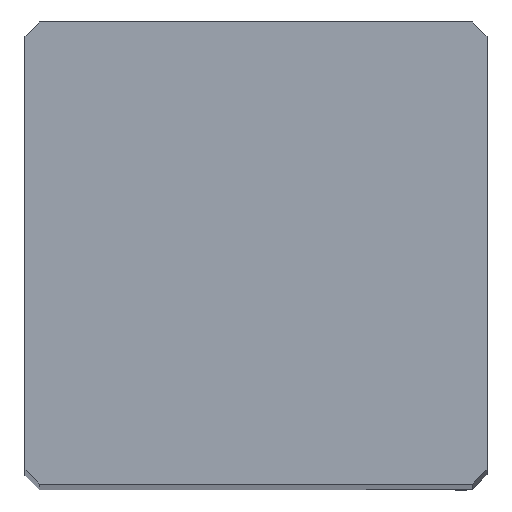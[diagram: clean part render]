
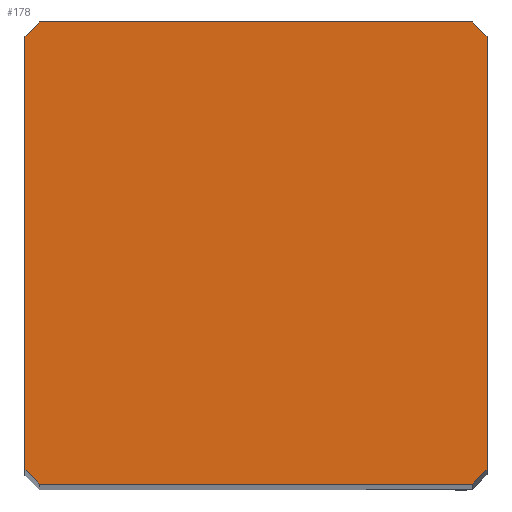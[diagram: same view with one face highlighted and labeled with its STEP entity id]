
A CAD part, top view. The second image highlights one B-rep face of the part: STEP entity #178.
In plain terms, the highlighted planar face has unit normal (0, 0, 1).
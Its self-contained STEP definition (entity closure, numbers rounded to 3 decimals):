
#178=ADVANCED_FACE('',(#334),#270,.T.);
#270=PLANE('',#1885);
#334=FACE_OUTER_BOUND('',#421,.T.);
#421=EDGE_LOOP('',(#531,#532,#533,#534,#535,#536,#537,#538));
#531=ORIENTED_EDGE('',*,*,#1232,.T.);
#532=ORIENTED_EDGE('',*,*,#1231,.T.);
#533=ORIENTED_EDGE('',*,*,#1233,.T.);
#534=ORIENTED_EDGE('',*,*,#1234,.F.);
#535=ORIENTED_EDGE('',*,*,#1235,.T.);
#536=ORIENTED_EDGE('',*,*,#1236,.T.);
#537=ORIENTED_EDGE('',*,*,#1237,.T.);
#538=ORIENTED_EDGE('',*,*,#1238,.F.);
#1042=VERTEX_POINT('',#2612);
#1054=VERTEX_POINT('',#2636);
#1055=VERTEX_POINT('',#2640);
#1056=VERTEX_POINT('',#2642);
#1057=VERTEX_POINT('',#2644);
#1058=VERTEX_POINT('',#2646);
#1059=VERTEX_POINT('',#2648);
#1060=VERTEX_POINT('',#2650);
#1231=EDGE_CURVE('',#1042,#1054,#1493,.T.);
#1232=EDGE_CURVE('',#1055,#1042,#1494,.T.);
#1233=EDGE_CURVE('',#1054,#1056,#1495,.T.);
#1234=EDGE_CURVE('',#1057,#1056,#1496,.T.);
#1235=EDGE_CURVE('',#1057,#1058,#1497,.T.);
#1236=EDGE_CURVE('',#1058,#1059,#1498,.T.);
#1237=EDGE_CURVE('',#1059,#1060,#1499,.T.);
#1238=EDGE_CURVE('',#1055,#1060,#1500,.T.);
#1493=LINE('',#2637,#1658);
#1494=LINE('',#2639,#1659);
#1495=LINE('',#2641,#1660);
#1496=LINE('',#2643,#1661);
#1497=LINE('',#2645,#1662);
#1498=LINE('',#2647,#1663);
#1499=LINE('',#2649,#1664);
#1500=LINE('',#2651,#1665);
#1658=VECTOR('',#2094,1.);
#1659=VECTOR('',#2097,1.);
#1660=VECTOR('',#2098,1.);
#1661=VECTOR('',#2099,1.);
#1662=VECTOR('',#2100,1.);
#1663=VECTOR('',#2101,1.);
#1664=VECTOR('',#2102,1.);
#1665=VECTOR('',#2103,1.);
#1885=AXIS2_PLACEMENT_3D('',#2652,#2104,#2105);
#2094=DIRECTION('',(1.,0.,0.));
#2097=DIRECTION('',(0.707,-0.707,0.));
#2098=DIRECTION('',(0.707,0.707,0.));
#2099=DIRECTION('',(0.,-1.,0.));
#2100=DIRECTION('',(-0.707,0.707,0.));
#2101=DIRECTION('',(-1.,0.,0.));
#2102=DIRECTION('',(-0.707,-0.707,0.));
#2103=DIRECTION('',(0.,1.,0.));
#2104=DIRECTION('',(0.,0.,1.));
#2105=DIRECTION('',(-1.,0.,0.));
#2612=CARTESIAN_POINT('',(0.5,0.,0.));
#2636=CARTESIAN_POINT('',(15.5,0.,0.));
#2637=CARTESIAN_POINT('',(0.5,0.,0.));
#2639=CARTESIAN_POINT('',(0.,0.5,0.));
#2640=CARTESIAN_POINT('',(0.,0.5,0.));
#2641=CARTESIAN_POINT('',(15.5,0.,0.));
#2642=CARTESIAN_POINT('',(16.,0.5,0.));
#2643=CARTESIAN_POINT('',(16.,15.5,0.));
#2644=CARTESIAN_POINT('',(16.,15.5,0.));
#2645=CARTESIAN_POINT('',(16.,15.5,0.));
#2646=CARTESIAN_POINT('',(15.5,16.,0.));
#2647=CARTESIAN_POINT('',(15.5,16.,0.));
#2648=CARTESIAN_POINT('',(0.5,16.,0.));
#2649=CARTESIAN_POINT('',(0.5,16.,0.));
#2650=CARTESIAN_POINT('',(0.,15.5,0.));
#2651=CARTESIAN_POINT('',(0.,0.5,0.));
#2652=CARTESIAN_POINT('',(8.,8.,0.));
